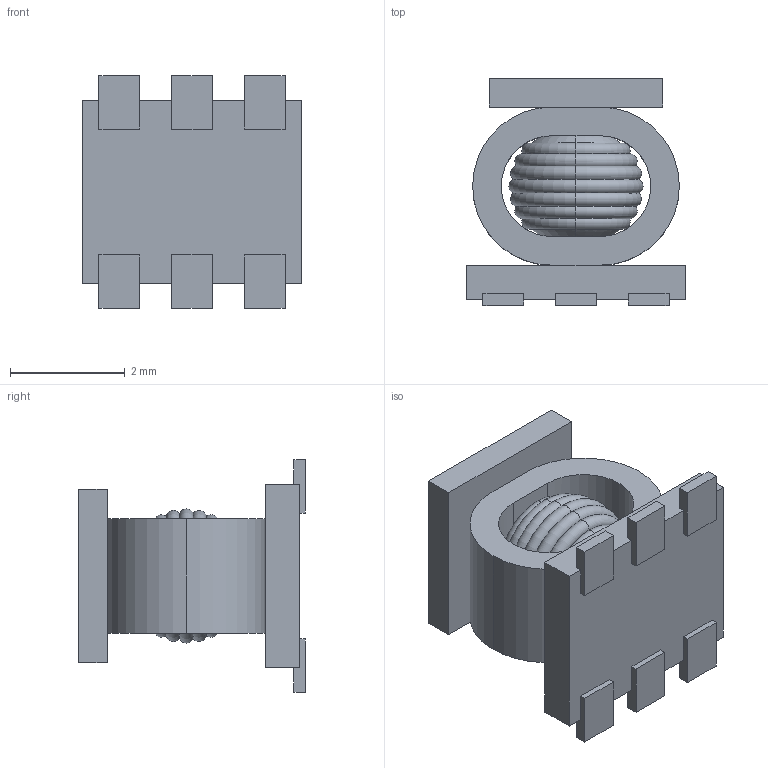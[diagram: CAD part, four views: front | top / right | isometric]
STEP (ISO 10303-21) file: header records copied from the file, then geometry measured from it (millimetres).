
FILE_DESCRIPTION (( 'STEP AP214' ), '1' );
FILE_NAME ('TCM1-63AX+.STEP', '2023-05-03T17:59:18', ( '' ), ( '' ), 'SwSTEP 2.0', 'SolidWorks 2022', '' );
FILE_SCHEMA (( 'AUTOMOTIVE_DESIGN' ));
Length unit declared in the file: millimetre
Products named in the file (1): TCM1-63AX+
Bounding box: 3.81 x 3.96 x 4.06 mm (x, y, z)
Volume: 27 mm3; surface area: 113.9 mm2
Topology: 1 solids, 1 shells, 78 faces, 212 edges, 136 vertices
Faces by surface type: plane 54, torus 18, cylinder 6
Entity records: 3106 total; most frequent: CARTESIAN_POINT 463, ORIENTED_EDGE 424, DIRECTION 420, EDGE_CURVE 212, LINE 154, VECTOR 154, VERTEX_POINT 136, AXIS2_PLACEMENT_3D 133
